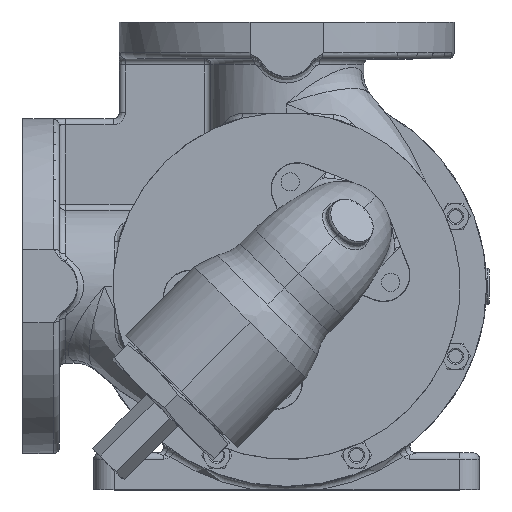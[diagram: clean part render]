
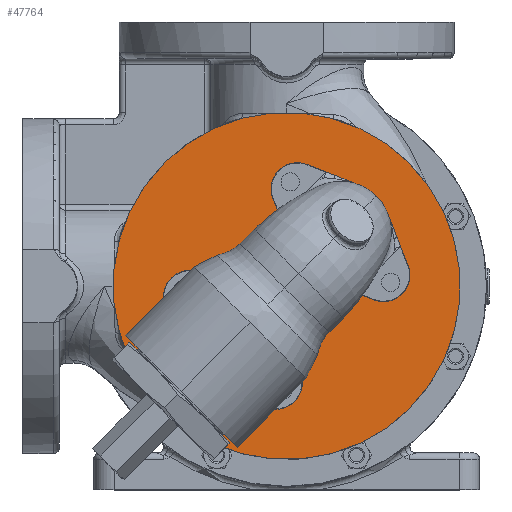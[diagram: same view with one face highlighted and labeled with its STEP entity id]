
A CAD part, top view. The second image highlights one B-rep face of the part: STEP entity #47764.
In plain terms, the highlighted planar face has unit normal (0, 0, 1).
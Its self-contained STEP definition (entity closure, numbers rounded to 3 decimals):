
#16795=CARTESIAN_POINT('',(0.,0.,137.5));
#16796=DIRECTION('',(0.,0.,-1.));
#16797=DIRECTION('',(0.707,-0.707,0.));
#16798=AXIS2_PLACEMENT_3D('',#16795,#16796,#16797);
#16800=CARTESIAN_POINT('',(0.,0.,137.5));
#16801=DIRECTION('',(0.,0.,1.));
#16802=DIRECTION('',(0.707,-0.707,0.));
#16803=AXIS2_PLACEMENT_3D('',#16800,#16801,#16802);
#16805=DIRECTION('',(-0.365,0.931,0.));
#16806=VECTOR('',#16805,27.495);
#16807=CARTESIAN_POINT('',(6.799,-42.982,137.5));
#16808=LINE('',#16807,#16806);
#16809=CARTESIAN_POINT('',(-26.517,-26.517,137.5));
#16810=DIRECTION('',(0.,0.,1.));
#16811=DIRECTION('',(0.931,0.365,0.));
#16812=AXIS2_PLACEMENT_3D('',#16809,#16810,#16811);
#16814=DIRECTION('',(-0.931,0.365,0.));
#16815=VECTOR('',#16814,27.495);
#16816=CARTESIAN_POINT('',(-17.386,-3.244,137.5));
#16817=LINE('',#16816,#16815);
#16818=CARTESIAN_POINT('',(-47.73,-5.303,137.5));
#16819=DIRECTION('',(0.,0.,1.));
#16820=DIRECTION('',(0.365,0.931,0.));
#16821=AXIS2_PLACEMENT_3D('',#16818,#16819,#16820);
#16823=DIRECTION('',(0.365,-0.931,0.));
#16824=VECTOR('',#16823,27.495);
#16825=CARTESIAN_POINT('',(-59.832,-10.051,137.5));
#16826=LINE('',#16825,#16824);
#16827=CARTESIAN_POINT('',(-26.517,-26.517,137.5));
#16828=DIRECTION('',(0.,0.,1.));
#16829=DIRECTION('',(-0.931,-0.365,0.));
#16830=AXIS2_PLACEMENT_3D('',#16827,#16828,#16829);
#16832=DIRECTION('',(0.931,-0.365,0.));
#16833=VECTOR('',#16832,27.495);
#16834=CARTESIAN_POINT('',(-35.647,-49.789,137.5));
#16835=LINE('',#16834,#16833);
#16836=CARTESIAN_POINT('',(-5.303,-47.73,137.5));
#16837=DIRECTION('',(0.,0.,1.));
#16838=DIRECTION('',(-0.365,-0.931,0.));
#16839=AXIS2_PLACEMENT_3D('',#16836,#16837,#16838);
#16841=DIRECTION('',(-0.365,0.931,0.));
#16842=VECTOR('',#16841,27.495);
#16843=CARTESIAN_POINT('',(59.832,10.051,137.5));
#16844=LINE('',#16843,#16842);
#16845=CARTESIAN_POINT('',(26.517,26.517,137.5));
#16846=DIRECTION('',(0.,0.,1.));
#16847=DIRECTION('',(0.931,0.365,0.));
#16848=AXIS2_PLACEMENT_3D('',#16845,#16846,#16847);
#16850=DIRECTION('',(-0.931,0.365,0.));
#16851=VECTOR('',#16850,27.495);
#16852=CARTESIAN_POINT('',(35.647,49.789,137.5));
#16853=LINE('',#16852,#16851);
#16854=CARTESIAN_POINT('',(5.303,47.73,137.5));
#16855=DIRECTION('',(0.,0.,1.));
#16856=DIRECTION('',(0.365,0.931,0.));
#16857=AXIS2_PLACEMENT_3D('',#16854,#16855,#16856);
#16859=DIRECTION('',(0.365,-0.931,0.));
#16860=VECTOR('',#16859,27.495);
#16861=CARTESIAN_POINT('',(-6.799,42.982,137.5));
#16862=LINE('',#16861,#16860);
#16863=CARTESIAN_POINT('',(26.517,26.517,137.5));
#16864=DIRECTION('',(0.,0.,1.));
#16865=DIRECTION('',(-0.931,-0.365,0.));
#16866=AXIS2_PLACEMENT_3D('',#16863,#16864,#16865);
#16868=DIRECTION('',(0.931,-0.365,0.));
#16869=VECTOR('',#16868,27.495);
#16870=CARTESIAN_POINT('',(17.386,3.244,137.5));
#16871=LINE('',#16870,#16869);
#16872=CARTESIAN_POINT('',(47.73,5.303,137.5));
#16873=DIRECTION('',(0.,0.,1.));
#16874=DIRECTION('',(-0.365,-0.931,0.));
#16875=AXIS2_PLACEMENT_3D('',#16872,#16873,#16874);
#23066=CARTESIAN_POINT('',(60.458,-60.458,137.5));
#23067=CARTESIAN_POINT('',(-60.458,60.458,137.5));
#23068=VERTEX_POINT('',#23066);
#23069=VERTEX_POINT('',#23067);
#23329=CARTESIAN_POINT('',(6.799,-42.982,137.5));
#23330=CARTESIAN_POINT('',(-3.244,-17.386,137.5));
#23331=VERTEX_POINT('',#23329);
#23332=VERTEX_POINT('',#23330);
#23333=CARTESIAN_POINT('',(-49.789,-35.647,137.5));
#23334=CARTESIAN_POINT('',(-35.647,-49.789,137.5));
#23335=VERTEX_POINT('',#23333);
#23336=VERTEX_POINT('',#23334);
#23337=CARTESIAN_POINT('',(-17.386,-3.244,137.5));
#23338=VERTEX_POINT('',#23337);
#23339=CARTESIAN_POINT('',(-42.982,6.799,137.5));
#23340=VERTEX_POINT('',#23339);
#23341=CARTESIAN_POINT('',(-59.832,-10.051,137.5));
#23342=VERTEX_POINT('',#23341);
#23343=CARTESIAN_POINT('',(-10.051,-59.832,137.5));
#23344=VERTEX_POINT('',#23343);
#23345=CARTESIAN_POINT('',(59.832,10.051,137.5));
#23346=CARTESIAN_POINT('',(49.789,35.647,137.5));
#23347=VERTEX_POINT('',#23345);
#23348=VERTEX_POINT('',#23346);
#23349=CARTESIAN_POINT('',(35.647,49.789,137.5));
#23350=VERTEX_POINT('',#23349);
#23351=CARTESIAN_POINT('',(3.244,17.386,137.5));
#23352=CARTESIAN_POINT('',(17.386,3.244,137.5));
#23353=VERTEX_POINT('',#23351);
#23354=VERTEX_POINT('',#23352);
#23355=CARTESIAN_POINT('',(10.051,59.832,137.5));
#23356=VERTEX_POINT('',#23355);
#23357=CARTESIAN_POINT('',(-6.799,42.982,137.5));
#23358=VERTEX_POINT('',#23357);
#23359=CARTESIAN_POINT('',(42.982,-6.799,137.5));
#23360=VERTEX_POINT('',#23359);
#47719=CARTESIAN_POINT('',(0.,0.,137.5));
#47720=DIRECTION('',(0.,0.,1.));
#47721=DIRECTION('',(0.707,-0.707,0.));
#47722=AXIS2_PLACEMENT_3D('',#47719,#47720,#47721);
#47723=PLANE('',#47722);
#47724=ORIENTED_EDGE('',*,*,#47699,.T.);
#47725=ORIENTED_EDGE('',*,*,#47713,.F.);
#47726=EDGE_LOOP('',(#47724,#47725));
#47727=FACE_OUTER_BOUND('',#47726,.F.);
#47729=ORIENTED_EDGE('',*,*,#47728,.T.);
#47731=ORIENTED_EDGE('',*,*,#47730,.T.);
#47733=ORIENTED_EDGE('',*,*,#47732,.T.);
#47735=ORIENTED_EDGE('',*,*,#47734,.T.);
#47737=ORIENTED_EDGE('',*,*,#47736,.T.);
#47739=ORIENTED_EDGE('',*,*,#47738,.T.);
#47741=ORIENTED_EDGE('',*,*,#47740,.T.);
#47743=ORIENTED_EDGE('',*,*,#47742,.T.);
#47744=EDGE_LOOP('',(#47729,#47731,#47733,#47735,#47737,#47739,#47741,#47743));
#47745=FACE_BOUND('',#47744,.F.);
#47747=ORIENTED_EDGE('',*,*,#47746,.T.);
#47749=ORIENTED_EDGE('',*,*,#47748,.T.);
#47751=ORIENTED_EDGE('',*,*,#47750,.T.);
#47753=ORIENTED_EDGE('',*,*,#47752,.T.);
#47755=ORIENTED_EDGE('',*,*,#47754,.T.);
#47757=ORIENTED_EDGE('',*,*,#47756,.T.);
#47759=ORIENTED_EDGE('',*,*,#47758,.T.);
#47761=ORIENTED_EDGE('',*,*,#47760,.T.);
#47762=EDGE_LOOP('',(#47747,#47749,#47751,#47753,#47755,#47757,#47759,#47761));
#47763=FACE_BOUND('',#47762,.F.);
#47764=ADVANCED_FACE('',(#47727,#47745,#47763),#47723,.T.);
#16799=CIRCLE('',#16798,85.5);
#16804=CIRCLE('',#16803,85.5);
#16813=CIRCLE('',#16812,25.);
#16822=CIRCLE('',#16821,13.);
#16831=CIRCLE('',#16830,25.);
#16840=CIRCLE('',#16839,13.);
#16849=CIRCLE('',#16848,25.);
#16858=CIRCLE('',#16857,13.);
#16867=CIRCLE('',#16866,25.);
#16876=CIRCLE('',#16875,13.);
#47699=EDGE_CURVE('',#23068,#23069,#16799,.T.);
#47713=EDGE_CURVE('',#23068,#23069,#16804,.T.);
#47728=EDGE_CURVE('',#23331,#23332,#16808,.T.);
#47730=EDGE_CURVE('',#23332,#23338,#16813,.T.);
#47732=EDGE_CURVE('',#23338,#23340,#16817,.T.);
#47734=EDGE_CURVE('',#23340,#23342,#16822,.T.);
#47736=EDGE_CURVE('',#23342,#23335,#16826,.T.);
#47738=EDGE_CURVE('',#23335,#23336,#16831,.T.);
#47740=EDGE_CURVE('',#23336,#23344,#16835,.T.);
#47742=EDGE_CURVE('',#23344,#23331,#16840,.T.);
#47746=EDGE_CURVE('',#23347,#23348,#16844,.T.);
#47748=EDGE_CURVE('',#23348,#23350,#16849,.T.);
#47750=EDGE_CURVE('',#23350,#23356,#16853,.T.);
#47752=EDGE_CURVE('',#23356,#23358,#16858,.T.);
#47754=EDGE_CURVE('',#23358,#23353,#16862,.T.);
#47756=EDGE_CURVE('',#23353,#23354,#16867,.T.);
#47758=EDGE_CURVE('',#23354,#23360,#16871,.T.);
#47760=EDGE_CURVE('',#23360,#23347,#16876,.T.);
